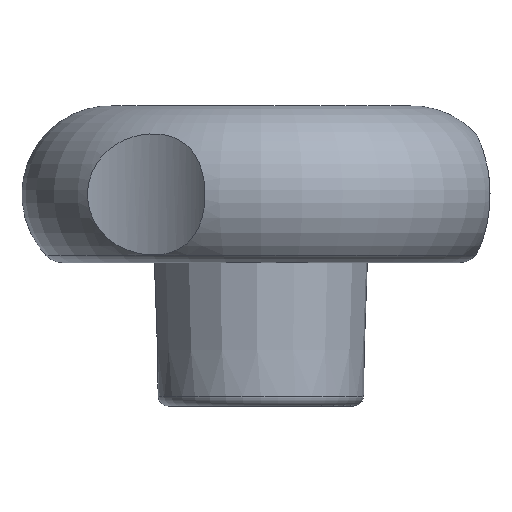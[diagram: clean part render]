
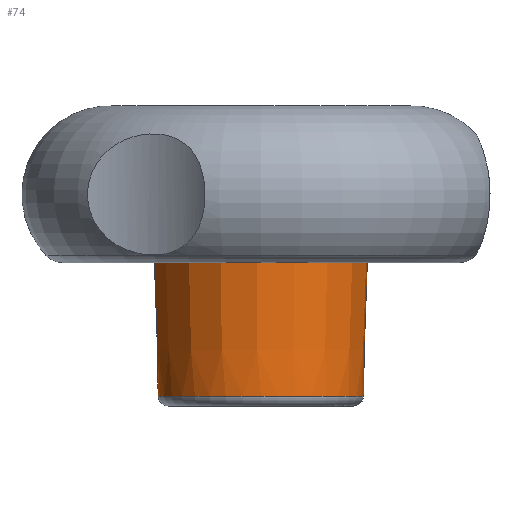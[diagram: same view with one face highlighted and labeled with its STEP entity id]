
A CAD part, left-side view. The second image highlights one B-rep face of the part: STEP entity #74.
In plain terms, the highlighted conical face has half-angle 2.045 degrees and reference radius 15 mm.
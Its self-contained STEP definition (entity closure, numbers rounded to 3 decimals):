
#74 = ADVANCED_FACE( '', ( #189, #190 ), #191, .T. );
#189 = FACE_BOUND( '', #360, .T. );
#190 = FACE_OUTER_BOUND( '', #361, .T. );
#191 = CONICAL_SURFACE( '', #362, 15., 0.036 );
#360 = EDGE_LOOP( '', ( #527 ) );
#361 = EDGE_LOOP( '', ( #528, #529, #530, #531, #532, #533, #534, #535 ) );
#362 = AXIS2_PLACEMENT_3D( '', #536, #537, #538 );
#527 = ORIENTED_EDGE( '', *, *, #936, .T. );
#528 = ORIENTED_EDGE( '', *, *, #937, .F. );
#529 = ORIENTED_EDGE( '', *, *, #938, .F. );
#530 = ORIENTED_EDGE( '', *, *, #939, .F. );
#531 = ORIENTED_EDGE( '', *, *, #940, .F. );
#532 = ORIENTED_EDGE( '', *, *, #941, .F. );
#533 = ORIENTED_EDGE( '', *, *, #942, .F. );
#534 = ORIENTED_EDGE( '', *, *, #943, .F. );
#535 = ORIENTED_EDGE( '', *, *, #944, .F. );
#536 = CARTESIAN_POINT( '', ( 0., 0., 0. ) );
#537 = DIRECTION( '', ( 0., 0., 1. ) );
#538 = DIRECTION( '', ( 1., 0., 0. ) );
#936 = EDGE_CURVE( '', #1096, #1096, #1097, .F. );
#937 = EDGE_CURVE( '', #1098, #1099, #1100, .T. );
#938 = EDGE_CURVE( '', #1101, #1098, #1102, .T. );
#939 = EDGE_CURVE( '', #1103, #1101, #1104, .T. );
#940 = EDGE_CURVE( '', #1105, #1103, #1106, .T. );
#941 = EDGE_CURVE( '', #1107, #1105, #1108, .T. );
#942 = EDGE_CURVE( '', #1109, #1107, #1110, .T. );
#943 = EDGE_CURVE( '', #1111, #1109, #1112, .T. );
#944 = EDGE_CURVE( '', #1099, #1111, #1113, .T. );
#1096 = VERTEX_POINT( '', #1328 );
#1097 = CIRCLE( '', #1329, 15.052 );
#1098 = VERTEX_POINT( '', #1330 );
#1099 = VERTEX_POINT( '', #1331 );
#1100 = CIRCLE( '', #1332, 16.013 );
#1101 = VERTEX_POINT( '', #1333 );
#1102 = CIRCLE( '', #1334, 16.013 );
#1103 = VERTEX_POINT( '', #1335 );
#1104 = CIRCLE( '', #1336, 16.013 );
#1105 = VERTEX_POINT( '', #1337 );
#1106 = CIRCLE( '', #1338, 16.013 );
#1107 = VERTEX_POINT( '', #1339 );
#1108 = CIRCLE( '', #1340, 16.013 );
#1109 = VERTEX_POINT( '', #1341 );
#1110 = CIRCLE( '', #1342, 16.013 );
#1111 = VERTEX_POINT( '', #1343 );
#1112 = CIRCLE( '', #1344, 16.013 );
#1113 = CIRCLE( '', #1345, 16.013 );
#1328 = CARTESIAN_POINT( '', ( -15.052, 0., 1.446 ) );
#1329 = AXIS2_PLACEMENT_3D( '', #2207, #2208, #2209 );
#1330 = CARTESIAN_POINT( '', ( 11.908, 10.706, 28.361 ) );
#1331 = CARTESIAN_POINT( '', ( 10.706, 11.908, 28.361 ) );
#1332 = AXIS2_PLACEMENT_3D( '', #2210, #2211, #2212 );
#1333 = CARTESIAN_POINT( '', ( 11.908, -10.706, 28.361 ) );
#1334 = AXIS2_PLACEMENT_3D( '', #2213, #2214, #2215 );
#1335 = CARTESIAN_POINT( '', ( 10.706, -11.908, 28.361 ) );
#1336 = AXIS2_PLACEMENT_3D( '', #2216, #2217, #2218 );
#1337 = CARTESIAN_POINT( '', ( -10.706, -11.908, 28.361 ) );
#1338 = AXIS2_PLACEMENT_3D( '', #2219, #2220, #2221 );
#1339 = CARTESIAN_POINT( '', ( -11.908, -10.706, 28.361 ) );
#1340 = AXIS2_PLACEMENT_3D( '', #2222, #2223, #2224 );
#1341 = CARTESIAN_POINT( '', ( -11.908, 10.706, 28.361 ) );
#1342 = AXIS2_PLACEMENT_3D( '', #2225, #2226, #2227 );
#1343 = CARTESIAN_POINT( '', ( -10.706, 11.908, 28.361 ) );
#1344 = AXIS2_PLACEMENT_3D( '', #2228, #2229, #2230 );
#1345 = AXIS2_PLACEMENT_3D( '', #2231, #2232, #2233 );
#2207 = CARTESIAN_POINT( '', ( 0., 0., 1.446 ) );
#2208 = DIRECTION( '', ( 0., 0., -1. ) );
#2209 = DIRECTION( '', ( -1., 0., 0. ) );
#2210 = CARTESIAN_POINT( '', ( 0., 0., 28.361 ) );
#2211 = DIRECTION( '', ( 0., 0., 1. ) );
#2212 = DIRECTION( '', ( 1., 0., 0. ) );
#2213 = CARTESIAN_POINT( '', ( 0., 0., 28.361 ) );
#2214 = DIRECTION( '', ( 0., 0., 1. ) );
#2215 = DIRECTION( '', ( 1., 0., 0. ) );
#2216 = CARTESIAN_POINT( '', ( 0., 0., 28.361 ) );
#2217 = DIRECTION( '', ( 0., 0., 1. ) );
#2218 = DIRECTION( '', ( 1., 0., 0. ) );
#2219 = CARTESIAN_POINT( '', ( 0., 0., 28.361 ) );
#2220 = DIRECTION( '', ( 0., 0., 1. ) );
#2221 = DIRECTION( '', ( 1., 0., 0. ) );
#2222 = CARTESIAN_POINT( '', ( 0., 0., 28.361 ) );
#2223 = DIRECTION( '', ( 0., 0., 1. ) );
#2224 = DIRECTION( '', ( 1., 0., 0. ) );
#2225 = CARTESIAN_POINT( '', ( 0., 0., 28.361 ) );
#2226 = DIRECTION( '', ( 0., 0., 1. ) );
#2227 = DIRECTION( '', ( 1., 0., 0. ) );
#2228 = CARTESIAN_POINT( '', ( 0., 0., 28.361 ) );
#2229 = DIRECTION( '', ( 0., 0., 1. ) );
#2230 = DIRECTION( '', ( 1., 0., 0. ) );
#2231 = CARTESIAN_POINT( '', ( 0., 0., 28.361 ) );
#2232 = DIRECTION( '', ( 0., 0., 1. ) );
#2233 = DIRECTION( '', ( 1., 0., 0. ) );
